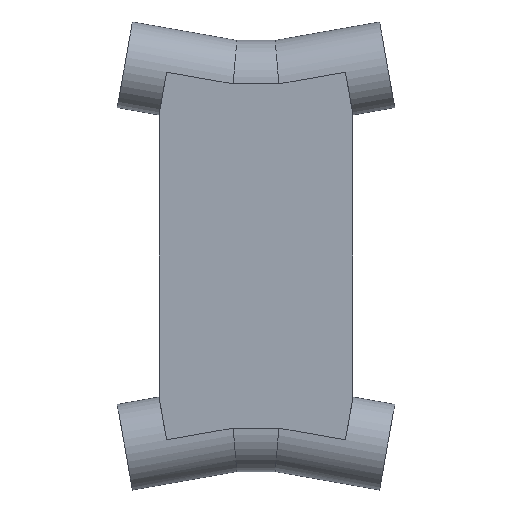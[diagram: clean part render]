
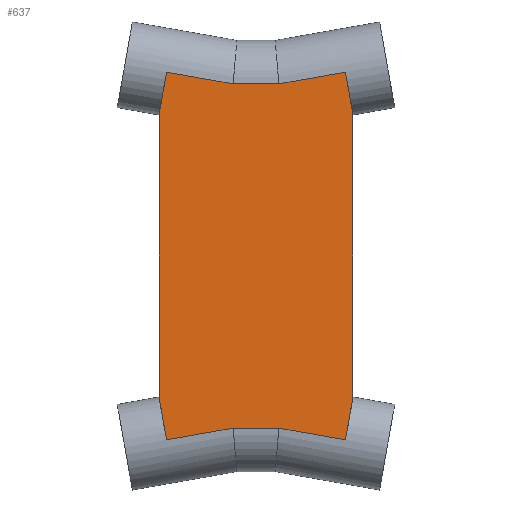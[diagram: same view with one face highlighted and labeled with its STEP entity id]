
A CAD part, front view. The second image highlights one B-rep face of the part: STEP entity #637.
In plain terms, the highlighted planar face has unit normal (0, -1, 0).
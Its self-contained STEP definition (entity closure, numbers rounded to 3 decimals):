
#46=LINE('',#1011,#100);
#47=LINE('',#1015,#101);
#49=LINE('',#1019,#103);
#53=LINE('',#1040,#107);
#56=LINE('',#1045,#110);
#58=LINE('',#1050,#112);
#59=LINE('',#1052,#113);
#60=LINE('',#1054,#114);
#61=LINE('',#1055,#115);
#62=LINE('',#1057,#116);
#63=LINE('',#1059,#117);
#64=LINE('',#1060,#118);
#100=VECTOR('',#802,10.);
#101=VECTOR('',#807,10.);
#103=VECTOR('',#811,10.);
#107=VECTOR('',#833,10.);
#110=VECTOR('',#838,10.);
#112=VECTOR('',#842,10.);
#113=VECTOR('',#843,10.);
#114=VECTOR('',#844,10.);
#115=VECTOR('',#845,10.);
#116=VECTOR('',#846,10.);
#117=VECTOR('',#847,10.);
#118=VECTOR('',#848,10.);
#173=FACE_OUTER_BOUND('',#211,.T.);
#211=EDGE_LOOP('',(#463,#464,#465,#466,#467,#468,#469,#470,#471,#472,#473,
#474));
#264=VERTEX_POINT('',#1008);
#265=VERTEX_POINT('',#1010);
#266=VERTEX_POINT('',#1014);
#267=VERTEX_POINT('',#1018);
#275=VERTEX_POINT('',#1038);
#276=VERTEX_POINT('',#1044);
#277=VERTEX_POINT('',#1048);
#278=VERTEX_POINT('',#1049);
#279=VERTEX_POINT('',#1051);
#280=VERTEX_POINT('',#1053);
#281=VERTEX_POINT('',#1056);
#282=VERTEX_POINT('',#1058);
#331=EDGE_CURVE('',#265,#264,#46,.T.);
#333=EDGE_CURVE('',#265,#266,#47,.T.);
#335=EDGE_CURVE('',#267,#264,#49,.T.);
#345=EDGE_CURVE('',#275,#267,#53,.T.);
#348=EDGE_CURVE('',#275,#276,#56,.T.);
#350=EDGE_CURVE('',#277,#278,#58,.T.);
#351=EDGE_CURVE('',#279,#278,#59,.T.);
#352=EDGE_CURVE('',#279,#280,#60,.T.);
#353=EDGE_CURVE('',#280,#266,#61,.T.);
#354=EDGE_CURVE('',#276,#281,#62,.T.);
#355=EDGE_CURVE('',#282,#281,#63,.T.);
#356=EDGE_CURVE('',#282,#277,#64,.T.);
#463=ORIENTED_EDGE('',*,*,#350,.T.);
#464=ORIENTED_EDGE('',*,*,#351,.F.);
#465=ORIENTED_EDGE('',*,*,#352,.T.);
#466=ORIENTED_EDGE('',*,*,#353,.T.);
#467=ORIENTED_EDGE('',*,*,#333,.F.);
#468=ORIENTED_EDGE('',*,*,#331,.T.);
#469=ORIENTED_EDGE('',*,*,#335,.F.);
#470=ORIENTED_EDGE('',*,*,#345,.F.);
#471=ORIENTED_EDGE('',*,*,#348,.T.);
#472=ORIENTED_EDGE('',*,*,#354,.T.);
#473=ORIENTED_EDGE('',*,*,#355,.F.);
#474=ORIENTED_EDGE('',*,*,#356,.T.);
#607=PLANE('',#715);
#637=ADVANCED_FACE('',(#173),#607,.F.);
#715=AXIS2_PLACEMENT_3D('',#1047,#840,#841);
#802=DIRECTION('',(0.985,0.,0.174));
#807=DIRECTION('',(-0.174,0.,0.985));
#811=DIRECTION('',(-1.,0.,0.));
#833=DIRECTION('',(-0.985,0.,0.174));
#838=DIRECTION('',(0.174,0.,0.985));
#840=DIRECTION('center_axis',(0.,1.,0.));
#841=DIRECTION('ref_axis',(0.,0.,1.));
#842=DIRECTION('',(-1.,0.,0.));
#843=DIRECTION('',(0.985,0.,-0.174));
#844=DIRECTION('',(-0.174,0.,-0.985));
#845=DIRECTION('',(0.,0.,-1.));
#846=DIRECTION('',(0.,0.,1.));
#847=DIRECTION('',(0.174,0.,-0.985));
#848=DIRECTION('',(-0.985,0.,-0.174));
#1008=CARTESIAN_POINT('',(-17.727,-33.6,-133.126));
#1010=CARTESIAN_POINT('',(-69.165,-33.6,-142.196));
#1011=CARTESIAN_POINT('',(-59.581,-33.6,-140.506));
#1014=CARTESIAN_POINT('',(-75.,-33.6,-109.106));
#1015=CARTESIAN_POINT('',(-75.,-33.6,-109.106));
#1018=CARTESIAN_POINT('',(17.727,-33.6,-133.126));
#1019=CARTESIAN_POINT('',(-17.727,-33.6,-133.126));
#1038=CARTESIAN_POINT('',(69.165,-33.6,-142.196));
#1040=CARTESIAN_POINT('',(59.581,-33.6,-140.506));
#1044=CARTESIAN_POINT('',(75.,-33.6,-109.106));
#1045=CARTESIAN_POINT('',(75.,-33.6,-109.106));
#1047=CARTESIAN_POINT('Origin',(-8.863,-33.6,131.563));
#1048=CARTESIAN_POINT('',(17.727,-33.6,133.126));
#1049=CARTESIAN_POINT('',(-17.727,-33.6,133.126));
#1050=CARTESIAN_POINT('',(-17.727,-33.6,133.126));
#1051=CARTESIAN_POINT('',(-69.165,-33.6,142.196));
#1052=CARTESIAN_POINT('',(-59.581,-33.6,140.506));
#1053=CARTESIAN_POINT('',(-75.,-33.6,109.106));
#1054=CARTESIAN_POINT('',(-75.,-33.6,109.106));
#1055=CARTESIAN_POINT('',(-75.,-33.6,0.));
#1056=CARTESIAN_POINT('',(75.,-33.6,109.106));
#1057=CARTESIAN_POINT('',(75.,-33.6,0.));
#1058=CARTESIAN_POINT('',(69.165,-33.6,142.196));
#1059=CARTESIAN_POINT('',(75.,-33.6,109.106));
#1060=CARTESIAN_POINT('',(59.581,-33.6,140.506));
